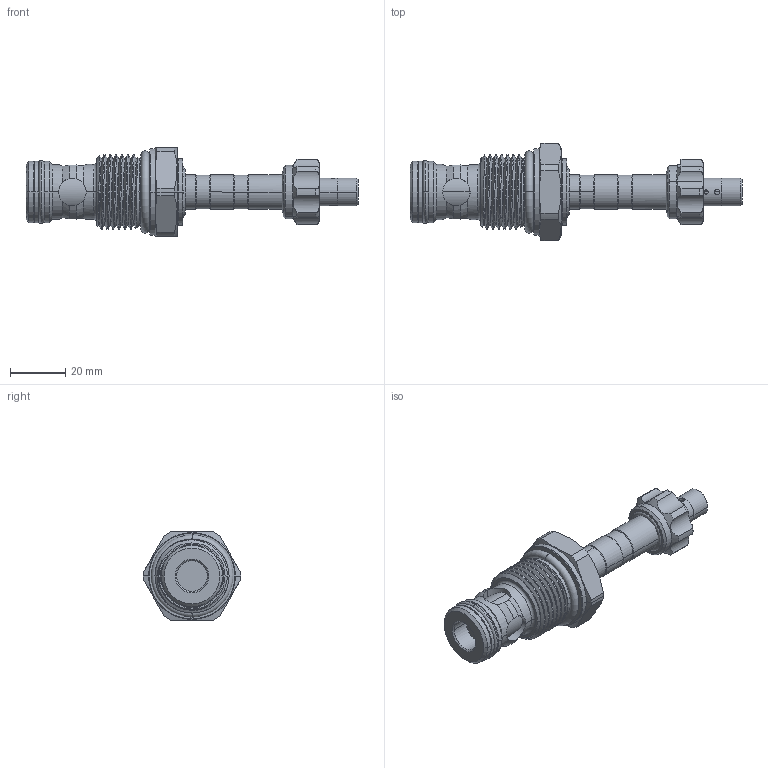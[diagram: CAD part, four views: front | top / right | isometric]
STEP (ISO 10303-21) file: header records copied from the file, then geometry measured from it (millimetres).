
FILE_DESCRIPTION (( 'STEP AP203' ), '1' );
FILE_NAME ('EP12W2A02T05.STEP', '2016-08-23T08:02:37', ( '' ), ( '' ), 'SwSTEP 2.0', 'SolidWorks 2012', '' );
FILE_SCHEMA (( 'CONFIG_CONTROL_DESIGN' ));
Length unit declared in the file: millimetre
Products named in the file (1): EP12W2A02T05
Bounding box: 120.67 x 35.5 x 32 mm (x, y, z)
Volume: 37329.3 mm3; surface area: 13518.1 mm2
Topology: 3 solids, 3 shells, 295 faces, 711 edges, 442 vertices
Faces by surface type: cylinder 147, cone 56, plane 50, torus 38, bspline 4
Entity records: 14149 total; most frequent: CARTESIAN_POINT 7312, DIRECTION 1449, ORIENTED_EDGE 1422, EDGE_CURVE 711, AXIS2_PLACEMENT_3D 616, VERTEX_POINT 442, CIRCLE 324, EDGE_LOOP 321
